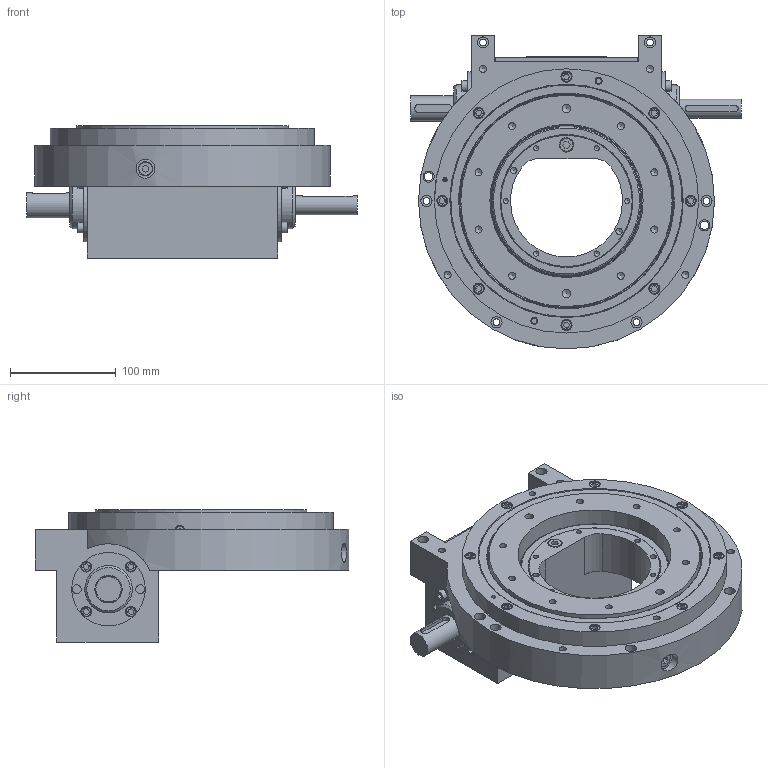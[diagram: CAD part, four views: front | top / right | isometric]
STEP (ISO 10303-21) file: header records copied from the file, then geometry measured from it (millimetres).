
FILE_DESCRIPTION(/* description */ ('Unknown'),/* implementation_level */ '2;1');
FILE_NAME(/* name */ 'AR250_STD_2_10_20 divisions',/* time_stamp */ '2022-02-24T08:50:27+01:00',/* author */ ('Unknown'),/* organization */ ('Unknown'),/* preprocessor_version */ 'ST-DEVELOPER v16.7',/* originating_system */ 'DEX',/* authorisation */ $);
FILE_SCHEMA (('AUTOMOTIVE_DESIGN {1 0 10303 214 3 1 1}'));
Products named in the file (27): AR250 + Foratura STD 2-10 Divisioni + Albero lato STD; 226905; Portarulli foratura AR250 divisioni 2-10 STD; 226909; 226908_oa_0; 226908_oa_1; 226911_oa_2; SPINA_CIL_2x12_UNI-EN28734_oa_3; G20022010; TAPPO_1_4_GAS_CONICO; 02632_; VITE_TCEI_M6x30_UNI5931; 226910; CUSCINETTO_32005X; CUSCINETTO_32005X_01; CUSCINETTO_32005X_02; CUSCINETTO_32005X_03; GTE12514513; VITE_TCEI_M6x16_UNI5931; VITE_TSEI_M05x10_UNI5933; 226913; CUSCINETTO_30204; CUSCINETTO_30204_01; CUSCINETTO_30204_02; CUSCINETTO_30204_03; TARGHETTA_PICCOLA_NEW_2020
Assembly tree (45 placements, depth 5):
  AR250 + Foratura STD 2-10 Divisioni + Albero lato STD
    226905
    Portarulli foratura AR250 divisioni 2-10 STD
      Portarulli foratura AR250 divisioni 2-10 STD
      226909
        226908_oa_0
          226908_oa_1
          226911_oa_2
          SPINA_CIL_2x12_UNI-EN28734_oa_3
      G20022010
    TAPPO_1_4_GAS_CONICO  x2
    02632_  x2
    VITE_TCEI_M6x30_UNI5931  x8
    226910
    CUSCINETTO_32005X
      CUSCINETTO_32005X_01
      CUSCINETTO_32005X_02
      CUSCINETTO_32005X_03
    GTE12514513
    VITE_TCEI_M6x16_UNI5931  x8
    VITE_TSEI_M05x10_UNI5933  x4
    226913
    CUSCINETTO_30204
      CUSCINETTO_30204_01
      CUSCINETTO_30204_02
      CUSCINETTO_30204_03
    TARGHETTA_PICCOLA_NEW_2020
Bounding box: 313 x 297 x 125 mm (x, y, z)
Volume: 2831061.2 mm3; surface area: 611720.4 mm2
Topology: 40 solids, 40 shells, 1495 faces, 3212 edges, 2059 vertices
Faces by surface type: plane 758, cylinder 285, bspline 219, cone 169, torus 62, sphere 2
Full cylindrical faces by diameter (mm): 2 x4, 2.459 x1, 3.2 x2, 3.3 x1, 4 x1, 4.134 x8, 4.766 x4, 4.917 x45, 5 x4, 5.5 x4, 6 x34, 6.5 x24, 6.647 x24, 7 x2, 8 x4, 8.5 x4, 10 x20, 10.5 x16, 11.2 x2, 18 x3, 20 x3, 22 x1, 24 x1, 25 x5, 26 x2, 27 x1, 30 x1, 32 x1, 33.2 x1, 35 x2
Entity records: 92442 total; most frequent: CARTESIAN_POINT 64785, DIRECTION 3591, ORIENTED_EDGE 3556, FACE_BOUND 1902, EDGE_LOOP 1859, EDGE_CURVE 1778, VERTEX_POINT 1438, AXIS2_PLACEMENT_3D 1410
